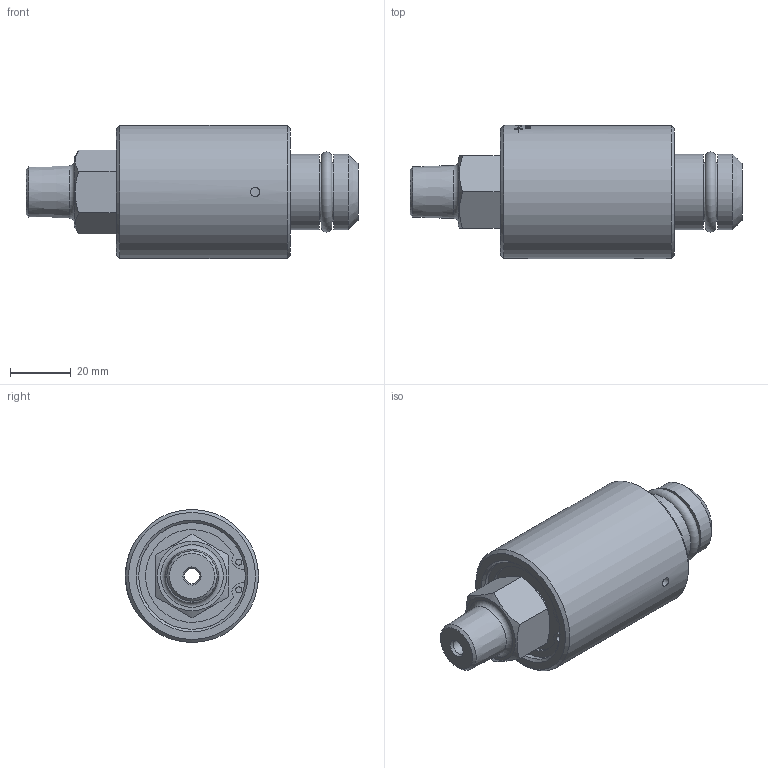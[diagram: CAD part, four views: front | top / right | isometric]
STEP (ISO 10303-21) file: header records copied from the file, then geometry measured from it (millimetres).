
FILE_DESCRIPTION(/* description */ (''),/* implementation_level */ '2;1');
FILE_NAME(/* name */ '1116-900-906-IC.stp',/* time_stamp */ '2020-05-14T13:51:10-05:00',/* author */ ('moorera'),/* organization */ (''),/* preprocessor_version */ 'ST-DEVELOPER v18.1',/* originating_system */ 'Autodesk Inventor 2020',/* authorisation */ '');
FILE_SCHEMA (('AUTOMOTIVE_DESIGN { 1 0 10303 214 3 1 1 }'));
Products named in the file (1): 1116-900-906-IC
Bounding box: 109.14 x 43.73 x 43.73 mm (x, y, z)
Volume: 101324.3 mm3; surface area: 18553.6 mm2
Topology: 2 solids, 2 shells, 349 faces, 919 edges, 617 vertices
Faces by surface type: bspline 188, plane 93, cylinder 56, cone 10, torus 2
Full cylindrical faces by diameter (mm): 1.981 x2, 3 x1, 5 x1, 8.7 x1, 19.23 x1, 19.84 x1, 24.96 x2, 35.08 x1, 37.25 x1, 43.73 x1
Entity records: 55278 total; most frequent: CARTESIAN_POINT 47395, ORIENTED_EDGE 1838, DIRECTION 1167, EDGE_CURVE 919, VERTEX_POINT 617, AXIS2_PLACEMENT_3D 414, EDGE_LOOP 398, FACE_OUTER_BOUND 349
